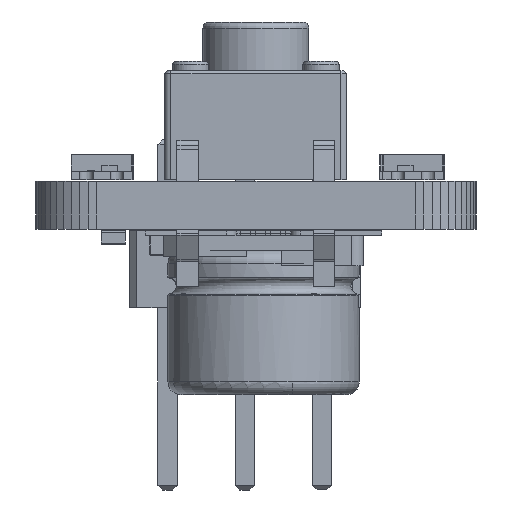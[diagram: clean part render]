
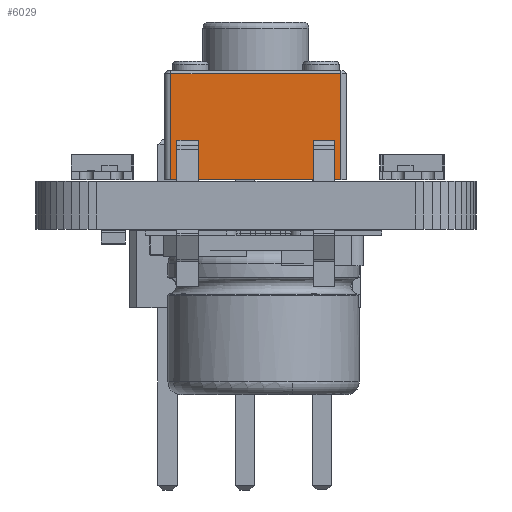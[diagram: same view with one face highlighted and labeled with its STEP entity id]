
A CAD part, left-side view. The second image highlights one B-rep face of the part: STEP entity #6029.
In plain terms, the highlighted face is planar.
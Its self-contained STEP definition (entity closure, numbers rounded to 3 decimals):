
#5369 = PLANE('',#5370);
#5370 = AXIS2_PLACEMENT_3D('',#5371,#5372,#5373);
#5371 = CARTESIAN_POINT('',(0.268,-0.298,3.5));
#5372 = DIRECTION('',(0.,0.,1.));
#5373 = DIRECTION('',(0.,-1.,0.));
#5502 = PLANE('',#5503);
#5503 = AXIS2_PLACEMENT_3D('',#5504,#5505,#5506);
#5504 = CARTESIAN_POINT('',(-3.,-3.,0.));
#5505 = DIRECTION('',(0.,0.,1.));
#5506 = DIRECTION('',(-1.,-0.,0.));
#5528 = CYLINDRICAL_SURFACE('',#5529,0.2);
#5529 = AXIS2_PLACEMENT_3D('',#5530,#5531,#5532);
#5530 = CARTESIAN_POINT('',(2.8,-2.8,1.7));
#5531 = DIRECTION('',(0.,0.,1.));
#5532 = DIRECTION('',(0.707,-0.707,0.)
  );
#5803 = VERTEX_POINT('',#5804);
#5804 = CARTESIAN_POINT('',(3.,-2.8,0.));
#5826 = EDGE_CURVE('',#5803,#5827,#5829,.T.);
#5827 = VERTEX_POINT('',#5828);
#5828 = CARTESIAN_POINT('',(3.,2.8,0.));
#5829 = SURFACE_CURVE('',#5830,(#5834,#5841),.PCURVE_S1.);
#5830 = LINE('',#5831,#5832);
#5831 = CARTESIAN_POINT('',(3.,-3.,0.));
#5832 = VECTOR('',#5833,1.);
#5833 = DIRECTION('',(0.,1.,0.));
#5834 = PCURVE('',#5502,#5835);
#5835 = DEFINITIONAL_REPRESENTATION('',(#5836),#5840);
#5836 = LINE('',#5837,#5838);
#5837 = CARTESIAN_POINT('',(-6.,0.));
#5838 = VECTOR('',#5839,1.);
#5839 = DIRECTION('',(-0.,-1.));
#5840 = ( GEOMETRIC_REPRESENTATION_CONTEXT(2) 
PARAMETRIC_REPRESENTATION_CONTEXT() REPRESENTATION_CONTEXT('2D SPACE',''
  ) );
#5841 = PCURVE('',#5842,#5847);
#5842 = PLANE('',#5843);
#5843 = AXIS2_PLACEMENT_3D('',#5844,#5845,#5846);
#5844 = CARTESIAN_POINT('',(3.,-3.,3.4));
#5845 = DIRECTION('',(-1.,-0.,0.));
#5846 = DIRECTION('',(0.,0.,-1.));
#5847 = DEFINITIONAL_REPRESENTATION('',(#5848),#5852);
#5848 = LINE('',#5849,#5850);
#5849 = CARTESIAN_POINT('',(3.4,0.));
#5850 = VECTOR('',#5851,1.);
#5851 = DIRECTION('',(0.,-1.));
#5852 = ( GEOMETRIC_REPRESENTATION_CONTEXT(2) 
PARAMETRIC_REPRESENTATION_CONTEXT() REPRESENTATION_CONTEXT('2D SPACE',''
  ) );
#5869 = CYLINDRICAL_SURFACE('',#5870,0.2);
#5870 = AXIS2_PLACEMENT_3D('',#5871,#5872,#5873);
#5871 = CARTESIAN_POINT('',(2.8,2.8,1.7));
#5872 = DIRECTION('',(0.,0.,1.));
#5873 = DIRECTION('',(0.707,0.707,0.)
  );
#5885 = VERTEX_POINT('',#5886);
#5886 = CARTESIAN_POINT('',(3.,-2.8,3.5));
#5910 = EDGE_CURVE('',#5803,#5885,#5911,.T.);
#5911 = SURFACE_CURVE('',#5912,(#5916,#5923),.PCURVE_S1.);
#5912 = LINE('',#5913,#5914);
#5913 = CARTESIAN_POINT('',(3.,-2.8,1.7));
#5914 = VECTOR('',#5915,1.);
#5915 = DIRECTION('',(0.,0.,1.));
#5916 = PCURVE('',#5528,#5917);
#5917 = DEFINITIONAL_REPRESENTATION('',(#5918),#5922);
#5918 = LINE('',#5919,#5920);
#5919 = CARTESIAN_POINT('',(7.069,0.));
#5920 = VECTOR('',#5921,1.);
#5921 = DIRECTION('',(0.,1.));
#5922 = ( GEOMETRIC_REPRESENTATION_CONTEXT(2) 
PARAMETRIC_REPRESENTATION_CONTEXT() REPRESENTATION_CONTEXT('2D SPACE',''
  ) );
#5923 = PCURVE('',#5842,#5924);
#5924 = DEFINITIONAL_REPRESENTATION('',(#5925),#5929);
#5925 = LINE('',#5926,#5927);
#5926 = CARTESIAN_POINT('',(1.7,-0.2));
#5927 = VECTOR('',#5928,1.);
#5928 = DIRECTION('',(-1.,0.));
#5929 = ( GEOMETRIC_REPRESENTATION_CONTEXT(2) 
PARAMETRIC_REPRESENTATION_CONTEXT() REPRESENTATION_CONTEXT('2D SPACE',''
  ) );
#5935 = VERTEX_POINT('',#5936);
#5936 = CARTESIAN_POINT('',(3.,2.8,3.5));
#5960 = EDGE_CURVE('',#5935,#5827,#5961,.T.);
#5961 = SURFACE_CURVE('',#5962,(#5966,#5973),.PCURVE_S1.);
#5962 = LINE('',#5963,#5964);
#5963 = CARTESIAN_POINT('',(3.,2.8,1.7));
#5964 = VECTOR('',#5965,1.);
#5965 = DIRECTION('',(0.,0.,-1.));
#5966 = PCURVE('',#5869,#5967);
#5967 = DEFINITIONAL_REPRESENTATION('',(#5968),#5972);
#5968 = LINE('',#5969,#5970);
#5969 = CARTESIAN_POINT('',(5.498,0.));
#5970 = VECTOR('',#5971,1.);
#5971 = DIRECTION('',(0.,-1.));
#5972 = ( GEOMETRIC_REPRESENTATION_CONTEXT(2) 
PARAMETRIC_REPRESENTATION_CONTEXT() REPRESENTATION_CONTEXT('2D SPACE',''
  ) );
#5973 = PCURVE('',#5842,#5974);
#5974 = DEFINITIONAL_REPRESENTATION('',(#5975),#5979);
#5975 = LINE('',#5976,#5977);
#5976 = CARTESIAN_POINT('',(1.7,-5.8));
#5977 = VECTOR('',#5978,1.);
#5978 = DIRECTION('',(1.,0.));
#5979 = ( GEOMETRIC_REPRESENTATION_CONTEXT(2) 
PARAMETRIC_REPRESENTATION_CONTEXT() REPRESENTATION_CONTEXT('2D SPACE',''
  ) );
#6029 = ADVANCED_FACE('',(#6030),#5842,.F.);
#6030 = FACE_BOUND('',#6031,.T.);
#6031 = EDGE_LOOP('',(#6032,#6033,#6054,#6055));
#6032 = ORIENTED_EDGE('',*,*,#5960,.F.);
#6033 = ORIENTED_EDGE('',*,*,#6034,.F.);
#6034 = EDGE_CURVE('',#5885,#5935,#6035,.T.);
#6035 = SURFACE_CURVE('',#6036,(#6040,#6047),.PCURVE_S1.);
#6036 = LINE('',#6037,#6038);
#6037 = CARTESIAN_POINT('',(3.,-3.,3.5));
#6038 = VECTOR('',#6039,1.);
#6039 = DIRECTION('',(0.,1.,0.));
#6040 = PCURVE('',#5842,#6041);
#6041 = DEFINITIONAL_REPRESENTATION('',(#6042),#6046);
#6042 = LINE('',#6043,#6044);
#6043 = CARTESIAN_POINT('',(-0.1,0.));
#6044 = VECTOR('',#6045,1.);
#6045 = DIRECTION('',(0.,-1.));
#6046 = ( GEOMETRIC_REPRESENTATION_CONTEXT(2) 
PARAMETRIC_REPRESENTATION_CONTEXT() REPRESENTATION_CONTEXT('2D SPACE',''
  ) );
#6047 = PCURVE('',#5369,#6048);
#6048 = DEFINITIONAL_REPRESENTATION('',(#6049),#6053);
#6049 = LINE('',#6050,#6051);
#6050 = CARTESIAN_POINT('',(2.702,2.732));
#6051 = VECTOR('',#6052,1.);
#6052 = DIRECTION('',(-1.,0.));
#6053 = ( GEOMETRIC_REPRESENTATION_CONTEXT(2) 
PARAMETRIC_REPRESENTATION_CONTEXT() REPRESENTATION_CONTEXT('2D SPACE',''
  ) );
#6054 = ORIENTED_EDGE('',*,*,#5910,.F.);
#6055 = ORIENTED_EDGE('',*,*,#5826,.T.);
